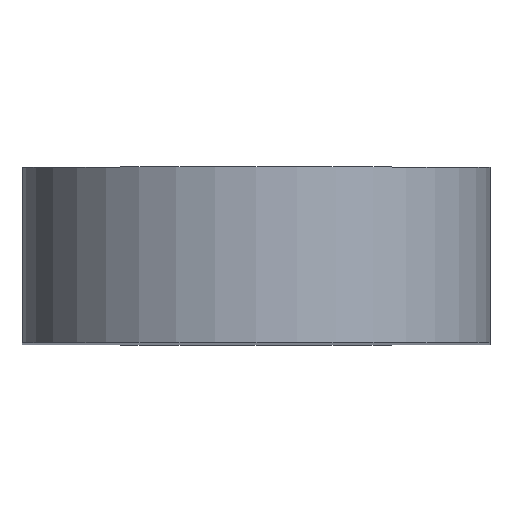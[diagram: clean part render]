
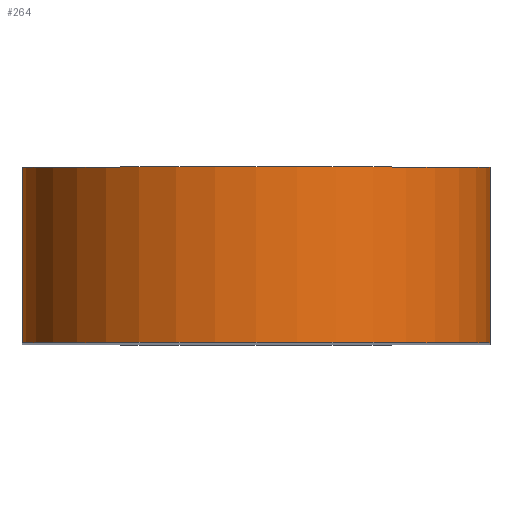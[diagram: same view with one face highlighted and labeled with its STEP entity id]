
A CAD part, top view. The second image highlights one B-rep face of the part: STEP entity #264.
In plain terms, the highlighted cylindrical face has radius 8 mm (diameter 16 mm), a partial arc.
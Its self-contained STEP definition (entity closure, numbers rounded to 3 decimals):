
#2 = VECTOR ( 'NONE', #72, 1000. ) ;
#4 = CARTESIAN_POINT ( 'NONE',  ( 0., -3., 18. ) ) ;
#7 = CIRCLE ( 'NONE', #90, 8. ) ;
#10 = ORIENTED_EDGE ( 'NONE', *, *, #58, .T. ) ;
#11 = VERTEX_POINT ( 'NONE', #241 ) ;
#16 = CYLINDRICAL_SURFACE ( 'NONE', #95, 8. ) ;
#18 = CIRCLE ( 'NONE', #24, 8. ) ;
#19 = DIRECTION ( 'NONE',  ( 0., 0., 1. ) ) ;
#24 = AXIS2_PLACEMENT_3D ( 'NONE', #62, #51, #54 ) ;
#38 = DIRECTION ( 'NONE',  ( 0., 1., 0. ) ) ;
#45 = ORIENTED_EDGE ( 'NONE', *, *, #57, .F. ) ;
#51 = DIRECTION ( 'NONE',  ( 0., 1., 0. ) ) ;
#54 = DIRECTION ( 'NONE',  ( 0., 0., 1. ) ) ;
#56 = EDGE_CURVE ( 'NONE', #11, #225, #148, .T. ) ;
#57 = EDGE_CURVE ( 'NONE', #181, #11, #18, .T. ) ;
#58 = EDGE_CURVE ( 'NONE', #212, #225, #7, .T. ) ;
#62 = CARTESIAN_POINT ( 'NONE',  ( 0., 3., 18. ) ) ;
#69 = EDGE_CURVE ( 'NONE', #181, #212, #85, .T. ) ;
#72 = DIRECTION ( 'NONE',  ( 0., -1., 0. ) ) ;
#73 = VECTOR ( 'NONE', #238, 1000. ) ;
#85 = LINE ( 'NONE', #242, #73 ) ;
#86 = CARTESIAN_POINT ( 'NONE',  ( 8., 3., 18. ) ) ;
#90 = AXIS2_PLACEMENT_3D ( 'NONE', #4, #38, #19 ) ;
#95 = AXIS2_PLACEMENT_3D ( 'NONE', #183, #182, #186 ) ;
#133 = ORIENTED_EDGE ( 'NONE', *, *, #56, .F. ) ;
#148 = LINE ( 'NONE', #86, #2 ) ;
#181 = VERTEX_POINT ( 'NONE', #203 ) ;
#182 = DIRECTION ( 'NONE',  ( 0., -1., 0. ) ) ;
#183 = CARTESIAN_POINT ( 'NONE',  ( 0., 3., 18. ) ) ;
#186 = DIRECTION ( 'NONE',  ( 0., 0., -1. ) ) ;
#190 = CARTESIAN_POINT ( 'NONE',  ( 8., -3., 18. ) ) ;
#193 = CARTESIAN_POINT ( 'NONE',  ( -8., -3., 18. ) ) ;
#203 = CARTESIAN_POINT ( 'NONE',  ( -8., 3., 18. ) ) ;
#204 = FACE_OUTER_BOUND ( 'NONE', #215, .T. ) ;
#212 = VERTEX_POINT ( 'NONE', #193 ) ;
#215 = EDGE_LOOP ( 'NONE', ( #10, #133, #45, #219 ) ) ;
#219 = ORIENTED_EDGE ( 'NONE', *, *, #69, .T. ) ;
#225 = VERTEX_POINT ( 'NONE', #190 ) ;
#238 = DIRECTION ( 'NONE',  ( 0., -1., 0. ) ) ;
#241 = CARTESIAN_POINT ( 'NONE',  ( 8., 3., 18. ) ) ;
#242 = CARTESIAN_POINT ( 'NONE',  ( -8., 3., 18. ) ) ;
#264 = ADVANCED_FACE ( 'NONE', ( #204 ), #16, .T. ) ;
